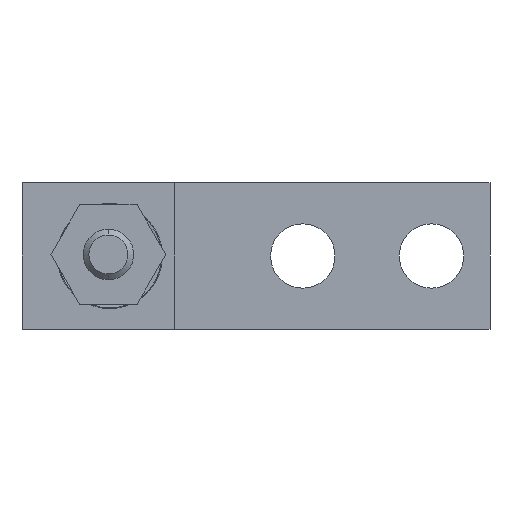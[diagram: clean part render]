
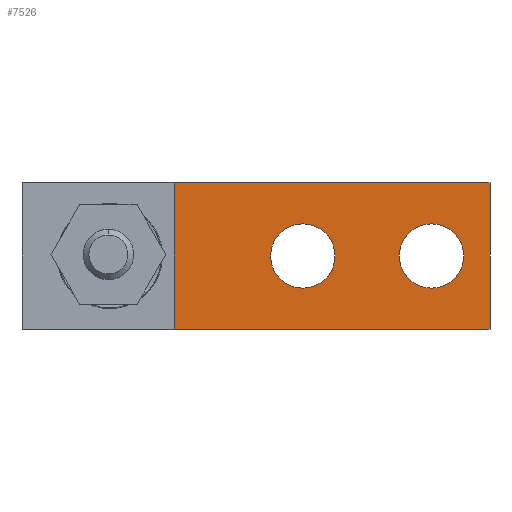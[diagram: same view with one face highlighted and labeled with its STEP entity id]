
A CAD part, front view. The second image highlights one B-rep face of the part: STEP entity #7526.
In plain terms, the highlighted planar face has unit normal (0, -1, 0).
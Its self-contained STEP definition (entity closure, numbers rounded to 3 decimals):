
#7263=DIRECTION('',(0.,0.,1.));
#7264=VECTOR('',#7263,25.);
#7265=CARTESIAN_POINT('',(26.,0.,0.));
#7266=LINE('',#7265,#7264);
#7267=DIRECTION('',(0.,0.,1.));
#7268=VECTOR('',#7267,25.);
#7269=CARTESIAN_POINT('',(80.,0.,0.));
#7270=LINE('',#7269,#7268);
#7271=CARTESIAN_POINT('',(48.,0.,12.5));
#7272=DIRECTION('',(0.,1.,0.));
#7273=DIRECTION('',(0.,0.,1.));
#7274=AXIS2_PLACEMENT_3D('',#7271,#7272,#7273);
#7276=CARTESIAN_POINT('',(48.,0.,12.5));
#7277=DIRECTION('',(0.,1.,0.));
#7278=DIRECTION('',(0.,0.,-1.));
#7279=AXIS2_PLACEMENT_3D('',#7276,#7277,#7278);
#7281=CARTESIAN_POINT('',(70.,0.,12.5));
#7282=DIRECTION('',(0.,1.,0.));
#7283=DIRECTION('',(0.,0.,1.));
#7284=AXIS2_PLACEMENT_3D('',#7281,#7282,#7283);
#7286=CARTESIAN_POINT('',(70.,0.,12.5));
#7287=DIRECTION('',(0.,1.,0.));
#7288=DIRECTION('',(0.,0.,-1.));
#7289=AXIS2_PLACEMENT_3D('',#7286,#7287,#7288);
#7291=DIRECTION('',(1.,0.,0.));
#7292=VECTOR('',#7291,54.);
#7293=CARTESIAN_POINT('',(26.,0.,0.));
#7294=LINE('',#7293,#7292);
#7311=DIRECTION('',(-1.,0.,0.));
#7312=VECTOR('',#7311,54.);
#7313=CARTESIAN_POINT('',(80.,0.,25.));
#7314=LINE('',#7313,#7312);
#7444=CARTESIAN_POINT('',(70.,0.,7.));
#7446=VERTEX_POINT('',#7444);
#7452=CARTESIAN_POINT('',(80.,0.,0.));
#7454=VERTEX_POINT('',#7452);
#7455=CARTESIAN_POINT('',(80.,0.,25.));
#7457=VERTEX_POINT('',#7455);
#7459=CARTESIAN_POINT('',(70.,0.,18.));
#7460=VERTEX_POINT('',#7459);
#7471=CARTESIAN_POINT('',(48.,0.,7.));
#7472=CARTESIAN_POINT('',(48.,0.,18.));
#7473=VERTEX_POINT('',#7471);
#7474=VERTEX_POINT('',#7472);
#7483=CARTESIAN_POINT('',(26.,0.,0.));
#7484=CARTESIAN_POINT('',(26.,0.,25.));
#7485=VERTEX_POINT('',#7483);
#7486=VERTEX_POINT('',#7484);
#7499=CARTESIAN_POINT('',(80.,0.,0.));
#7500=DIRECTION('',(0.,-1.,0.));
#7501=DIRECTION('',(0.,0.,-1.));
#7502=AXIS2_PLACEMENT_3D('',#7499,#7500,#7501);
#7503=PLANE('',#7502);
#7505=ORIENTED_EDGE('',*,*,#7504,.F.);
#7507=ORIENTED_EDGE('',*,*,#7506,.T.);
#7509=ORIENTED_EDGE('',*,*,#7508,.F.);
#7511=ORIENTED_EDGE('',*,*,#7510,.F.);
#7512=EDGE_LOOP('',(#7505,#7507,#7509,#7511));
#7513=FACE_OUTER_BOUND('',#7512,.F.);
#7515=ORIENTED_EDGE('',*,*,#7514,.F.);
#7517=ORIENTED_EDGE('',*,*,#7516,.F.);
#7518=EDGE_LOOP('',(#7515,#7517));
#7519=FACE_BOUND('',#7518,.F.);
#7521=ORIENTED_EDGE('',*,*,#7520,.F.);
#7523=ORIENTED_EDGE('',*,*,#7522,.F.);
#7524=EDGE_LOOP('',(#7521,#7523));
#7525=FACE_BOUND('',#7524,.F.);
#7526=ADVANCED_FACE('',(#7513,#7519,#7525),#7503,.T.);
#7275=CIRCLE('',#7274,5.5);
#7280=CIRCLE('',#7279,5.5);
#7285=CIRCLE('',#7284,5.5);
#7290=CIRCLE('',#7289,5.5);
#7504=EDGE_CURVE('',#7485,#7454,#7294,.T.);
#7506=EDGE_CURVE('',#7485,#7486,#7266,.T.);
#7508=EDGE_CURVE('',#7457,#7486,#7314,.T.);
#7510=EDGE_CURVE('',#7454,#7457,#7270,.T.);
#7514=EDGE_CURVE('',#7474,#7473,#7275,.T.);
#7516=EDGE_CURVE('',#7473,#7474,#7280,.T.);
#7520=EDGE_CURVE('',#7460,#7446,#7285,.T.);
#7522=EDGE_CURVE('',#7446,#7460,#7290,.T.);
